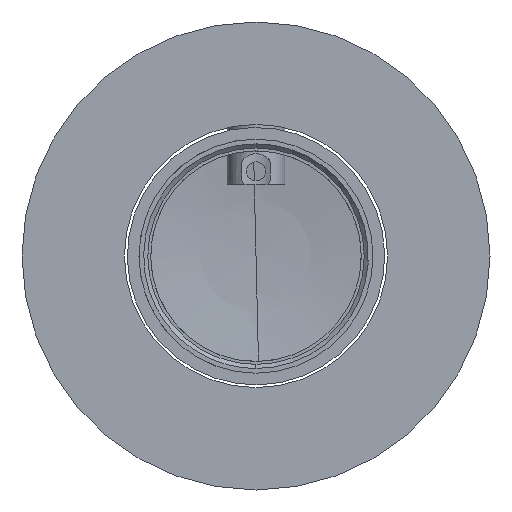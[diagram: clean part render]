
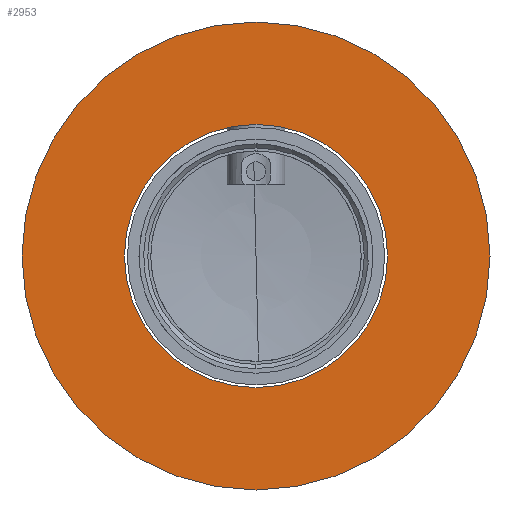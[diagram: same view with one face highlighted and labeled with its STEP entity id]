
A CAD part, front view. The second image highlights one B-rep face of the part: STEP entity #2953.
In plain terms, the highlighted planar face has unit normal (0, -1, 0).
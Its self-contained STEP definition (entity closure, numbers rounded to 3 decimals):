
#2859=CARTESIAN_POINT('Vertex',(-22.5,14.576,-118.876)) ;
#2862=CARTESIAN_POINT('Axis2P3D Location',(0.,14.576,-118.876)) ;
#2866=CARTESIAN_POINT('Vertex',(22.5,14.576,-118.876)) ;
#2914=CARTESIAN_POINT('Axis2P3D Location',(0.,14.576,-118.876)) ;
#2926=CARTESIAN_POINT('Axis2P3D Location',(-120.,14.576,-118.876)) ;
#2931=CARTESIAN_POINT('Axis2P3D Location',(0.,14.576,-118.876)) ;
#2935=CARTESIAN_POINT('Vertex',(40.,14.576,-118.876)) ;
#2937=CARTESIAN_POINT('Vertex',(-40.,14.576,-118.876)) ;
#2940=CARTESIAN_POINT('Axis2P3D Location',(0.,14.576,-118.876)) ;
#2863=DIRECTION('Axis2P3D Direction',(0.,1.,-0.)) ;
#2915=DIRECTION('Axis2P3D Direction',(0.,1.,-0.)) ;
#2927=DIRECTION('Axis2P3D Direction',(0.,1.,-0.)) ;
#2928=DIRECTION('Axis2P3D XDirection',(-1.,0.,0.)) ;
#2932=DIRECTION('Axis2P3D Direction',(0.,1.,-0.)) ;
#2941=DIRECTION('Axis2P3D Direction',(0.,1.,-0.)) ;
#2864=AXIS2_PLACEMENT_3D('Circle Axis2P3D',#2862,#2863,$) ;
#2916=AXIS2_PLACEMENT_3D('Circle Axis2P3D',#2914,#2915,$) ;
#2929=AXIS2_PLACEMENT_3D('Plane Axis2P3D',#2926,#2927,#2928) ;
#2933=AXIS2_PLACEMENT_3D('Circle Axis2P3D',#2931,#2932,$) ;
#2942=AXIS2_PLACEMENT_3D('Circle Axis2P3D',#2940,#2941,$) ;
#2865=CIRCLE('generated circle',#2864,22.5) ;
#2917=CIRCLE('generated circle',#2916,22.5) ;
#2934=CIRCLE('generated circle',#2933,40.) ;
#2943=CIRCLE('generated circle',#2942,40.) ;
#2930=PLANE('',#2929) ;
#2952=FACE_BOUND('',#2949,.T.) ;
#2868=EDGE_CURVE('',#2867,#2860,#2865,.T.) ;
#2918=EDGE_CURVE('',#2860,#2867,#2917,.T.) ;
#2939=EDGE_CURVE('',#2936,#2938,#2934,.T.) ;
#2944=EDGE_CURVE('',#2938,#2936,#2943,.T.) ;
#2946=ORIENTED_EDGE('',*,*,#2939,.F.) ;
#2947=ORIENTED_EDGE('',*,*,#2944,.F.) ;
#2950=ORIENTED_EDGE('',*,*,#2918,.T.) ;
#2951=ORIENTED_EDGE('',*,*,#2868,.T.) ;
#2945=EDGE_LOOP('',(#2946,#2947)) ;
#2949=EDGE_LOOP('',(#2950,#2951)) ;
#2860=VERTEX_POINT('',#2859) ;
#2867=VERTEX_POINT('',#2866) ;
#2936=VERTEX_POINT('',#2935) ;
#2938=VERTEX_POINT('',#2937) ;
#2953=ADVANCED_FACE('Tondo.1.1.8',(#2948,#2952),#2930,.F.) ;
#2948=FACE_OUTER_BOUND('',#2945,.T.) ;
